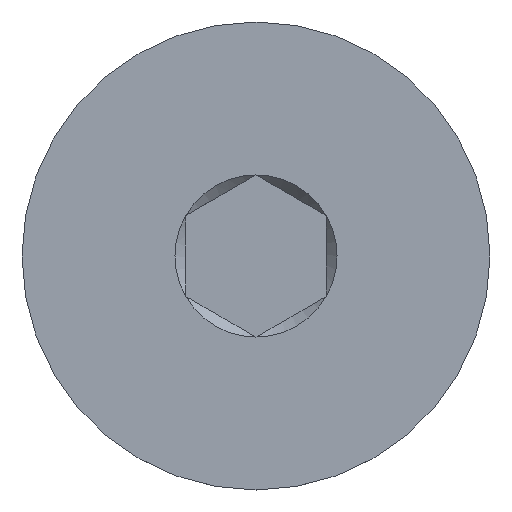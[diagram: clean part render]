
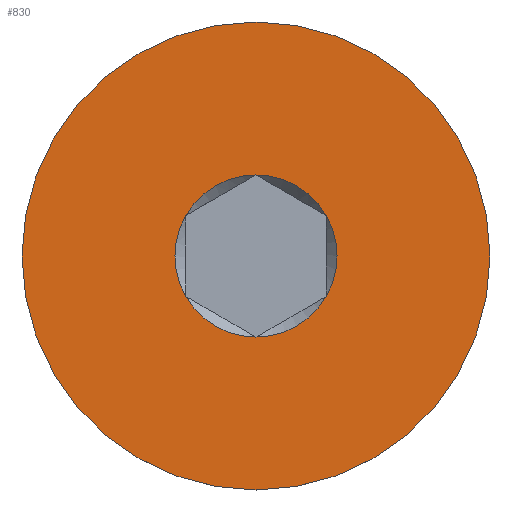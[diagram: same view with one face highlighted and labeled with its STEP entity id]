
A CAD part, top view. The second image highlights one B-rep face of the part: STEP entity #830.
In plain terms, the highlighted planar face has unit normal (0, 0, 1).
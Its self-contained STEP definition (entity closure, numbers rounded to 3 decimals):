
#17=FACE_BOUND('',#153,.T.);
#18=PLANE('',#911);
#103=FACE_OUTER_BOUND('',#152,.T.);
#152=EDGE_LOOP('',(#649,#650));
#153=EDGE_LOOP('',(#651,#652,#653,#654,#655,#656));
#177=CIRCLE('',#903,3.464);
#178=CIRCLE('',#905,10.);
#179=CIRCLE('',#906,10.);
#183=CIRCLE('',#912,3.464);
#184=CIRCLE('',#913,3.464);
#185=CIRCLE('',#914,3.464);
#186=CIRCLE('',#915,3.464);
#187=CIRCLE('',#916,3.464);
#365=VERTEX_POINT('',#4768);
#366=VERTEX_POINT('',#4769);
#367=VERTEX_POINT('',#4775);
#368=VERTEX_POINT('',#4776);
#374=VERTEX_POINT('',#4833);
#375=VERTEX_POINT('',#4835);
#376=VERTEX_POINT('',#4837);
#377=VERTEX_POINT('',#4839);
#476=EDGE_CURVE('',#365,#366,#177,.T.);
#477=EDGE_CURVE('',#367,#368,#178,.T.);
#478=EDGE_CURVE('',#368,#367,#179,.T.);
#487=EDGE_CURVE('',#366,#374,#183,.T.);
#488=EDGE_CURVE('',#374,#375,#184,.T.);
#489=EDGE_CURVE('',#375,#376,#185,.T.);
#490=EDGE_CURVE('',#376,#377,#186,.T.);
#491=EDGE_CURVE('',#377,#365,#187,.T.);
#649=ORIENTED_EDGE('',*,*,#477,.T.);
#650=ORIENTED_EDGE('',*,*,#478,.T.);
#651=ORIENTED_EDGE('',*,*,#487,.T.);
#652=ORIENTED_EDGE('',*,*,#488,.T.);
#653=ORIENTED_EDGE('',*,*,#489,.T.);
#654=ORIENTED_EDGE('',*,*,#490,.T.);
#655=ORIENTED_EDGE('',*,*,#491,.T.);
#656=ORIENTED_EDGE('',*,*,#476,.T.);
#830=ADVANCED_FACE('',(#103,#17),#18,.F.);
#903=AXIS2_PLACEMENT_3D('',#4773,#1032,#1033);
#905=AXIS2_PLACEMENT_3D('',#4777,#1036,#1037);
#906=AXIS2_PLACEMENT_3D('',#4778,#1038,#1039);
#911=AXIS2_PLACEMENT_3D('',#4832,#1050,#1051);
#912=AXIS2_PLACEMENT_3D('',#4834,#1052,#1053);
#913=AXIS2_PLACEMENT_3D('',#4836,#1054,#1055);
#914=AXIS2_PLACEMENT_3D('',#4838,#1056,#1057);
#915=AXIS2_PLACEMENT_3D('',#4840,#1058,#1059);
#916=AXIS2_PLACEMENT_3D('',#4841,#1060,#1061);
#1032=DIRECTION('center_axis',(0.,0.,-1.));
#1033=DIRECTION('ref_axis',(-1.,0.,0.));
#1036=DIRECTION('center_axis',(0.,0.,1.));
#1037=DIRECTION('ref_axis',(0.,-1.,0.));
#1038=DIRECTION('center_axis',(0.,0.,1.));
#1039=DIRECTION('ref_axis',(0.,-1.,0.));
#1050=DIRECTION('center_axis',(0.,0.,-1.));
#1051=DIRECTION('ref_axis',(0.,1.,0.));
#1052=DIRECTION('center_axis',(0.,0.,-1.));
#1053=DIRECTION('ref_axis',(-1.,0.,0.));
#1054=DIRECTION('center_axis',(0.,0.,-1.));
#1055=DIRECTION('ref_axis',(-1.,0.,0.));
#1056=DIRECTION('center_axis',(0.,0.,-1.));
#1057=DIRECTION('ref_axis',(-1.,0.,0.));
#1058=DIRECTION('center_axis',(0.,0.,-1.));
#1059=DIRECTION('ref_axis',(-1.,0.,0.));
#1060=DIRECTION('center_axis',(0.,0.,-1.));
#1061=DIRECTION('ref_axis',(-1.,0.,0.));
#4768=CARTESIAN_POINT('',(-3.,-1.732,12.5));
#4769=CARTESIAN_POINT('',(-3.,1.732,12.5));
#4773=CARTESIAN_POINT('Origin',(0.,0.,12.5));
#4775=CARTESIAN_POINT('',(0.,-10.,12.5));
#4776=CARTESIAN_POINT('',(0.,10.,12.5));
#4777=CARTESIAN_POINT('Origin',(0.,0.,12.5));
#4778=CARTESIAN_POINT('Origin',(0.,0.,12.5));
#4832=CARTESIAN_POINT('Origin',(0.,0.,
12.5));
#4833=CARTESIAN_POINT('',(0.,3.464,12.5));
#4834=CARTESIAN_POINT('Origin',(0.,0.,12.5));
#4835=CARTESIAN_POINT('',(3.,1.732,12.5));
#4836=CARTESIAN_POINT('Origin',(0.,0.,12.5));
#4837=CARTESIAN_POINT('',(3.,-1.732,12.5));
#4838=CARTESIAN_POINT('Origin',(0.,0.,12.5));
#4839=CARTESIAN_POINT('',(0.,-3.464,12.5));
#4840=CARTESIAN_POINT('Origin',(0.,0.,12.5));
#4841=CARTESIAN_POINT('Origin',(0.,0.,12.5));
